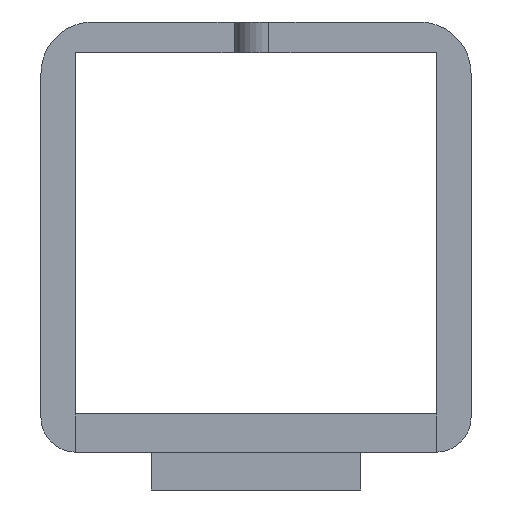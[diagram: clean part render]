
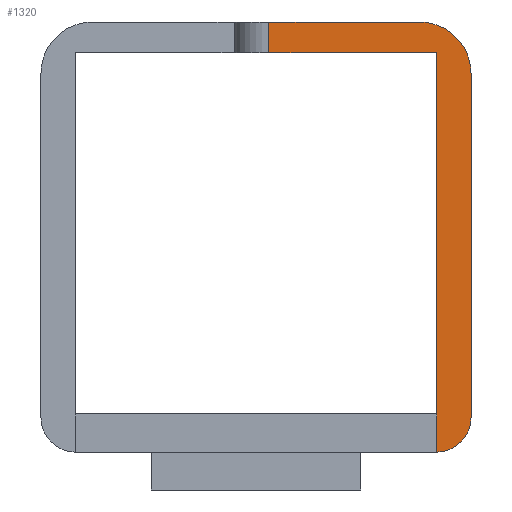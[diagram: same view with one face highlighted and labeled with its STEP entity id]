
A CAD part, left-side view. The second image highlights one B-rep face of the part: STEP entity #1320.
In plain terms, the highlighted planar face has unit normal (-1, 0, 0).
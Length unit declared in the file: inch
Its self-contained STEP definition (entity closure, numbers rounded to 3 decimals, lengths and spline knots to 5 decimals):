
#567=CIRCLE('',#19743,0.03937);
#568=CIRCLE('',#19744,0.05906);
#1320=ADVANCED_FACE('',(#3062),#2372,.T.);
#2372=PLANE('',#19745);
#3062=FACE_OUTER_BOUND('',#4154,.T.);
#4154=EDGE_LOOP('',(#5965,#5966,#5967,#5968,#5969,#5970,#5971,#5972));
#5965=ORIENTED_EDGE('',*,*,#13204,.F.);
#5966=ORIENTED_EDGE('',*,*,#13205,.T.);
#5967=ORIENTED_EDGE('',*,*,#13206,.F.);
#5968=ORIENTED_EDGE('',*,*,#13203,.F.);
#5969=ORIENTED_EDGE('',*,*,#13195,.F.);
#5970=ORIENTED_EDGE('',*,*,#13207,.T.);
#5971=ORIENTED_EDGE('',*,*,#13208,.T.);
#5972=ORIENTED_EDGE('',*,*,#13209,.T.);
#10971=VERTEX_POINT('',#27423);
#11137=VERTEX_POINT('',#27756);
#11257=VERTEX_POINT('',#28246);
#11259=VERTEX_POINT('',#28252);
#11260=VERTEX_POINT('',#28253);
#11261=VERTEX_POINT('',#28255);
#11262=VERTEX_POINT('',#28258);
#11263=VERTEX_POINT('',#28260);
#13195=EDGE_CURVE('',#10971,#11137,#15939,.T.);
#13203=EDGE_CURVE('',#11137,#11257,#15947,.T.);
#13204=EDGE_CURVE('',#11259,#11260,#15948,.T.);
#13205=EDGE_CURVE('',#11259,#11261,#15949,.T.);
#13206=EDGE_CURVE('',#11257,#11261,#15950,.T.);
#13207=EDGE_CURVE('',#10971,#11262,#567,.T.);
#13208=EDGE_CURVE('',#11262,#11263,#15951,.T.);
#13209=EDGE_CURVE('',#11263,#11260,#568,.T.);
#15939=LINE('',#28234,#18043);
#15947=LINE('',#28249,#18051);
#15948=LINE('',#28251,#18052);
#15949=LINE('',#28254,#18053);
#15950=LINE('',#28256,#18054);
#15951=LINE('',#28259,#18055);
#18043=VECTOR('',#22256,1.);
#18051=VECTOR('',#22274,1.);
#18052=VECTOR('',#22277,1.);
#18053=VECTOR('',#22278,1.);
#18054=VECTOR('',#22279,1.);
#18055=VECTOR('',#22282,1.);
#19743=AXIS2_PLACEMENT_3D('',#28257,#22280,#22281);
#19744=AXIS2_PLACEMENT_3D('',#28261,#22283,#22284);
#19745=AXIS2_PLACEMENT_3D('',#28262,#22285,#22286);
#22256=DIRECTION('',(0.,0.,1.));
#22274=DIRECTION('',(0.,0.,1.));
#22277=DIRECTION('',(0.,-1.,0.));
#22278=DIRECTION('',(0.,0.,-1.));
#22279=DIRECTION('',(0.,1.,0.));
#22280=DIRECTION('',(-1.,0.,0.));
#22281=DIRECTION('',(0.,0.,1.));
#22282=DIRECTION('',(0.,0.,1.));
#22283=DIRECTION('',(-1.,0.,0.));
#22284=DIRECTION('',(0.,0.,1.));
#22285=DIRECTION('',(-1.,0.,0.));
#22286=DIRECTION('',(0.,0.,1.));
#27423=CARTESIAN_POINT('',(0.02461,0.69094,0.));
#27756=CARTESIAN_POINT('',(0.02461,0.69094,0.04365));
#28234=CARTESIAN_POINT('',(0.02461,0.69094,0.));
#28246=CARTESIAN_POINT('',(0.02461,0.69094,0.45669));
#28249=CARTESIAN_POINT('',(0.02461,0.69094,0.));
#28251=CARTESIAN_POINT('',(0.02461,0.65157,0.49213));
#28252=CARTESIAN_POINT('',(0.02461,0.88287,0.49213));
#28253=CARTESIAN_POINT('',(0.02461,0.71063,0.49213));
#28254=CARTESIAN_POINT('',(0.02461,0.88287,0.));
#28255=CARTESIAN_POINT('',(0.02461,0.88287,0.45669));
#28256=CARTESIAN_POINT('',(0.02461,0.92224,0.45669));
#28257=CARTESIAN_POINT('',(0.02461,0.69094,0.03937));
#28258=CARTESIAN_POINT('',(0.02461,0.65157,0.03937));
#28259=CARTESIAN_POINT('',(0.02461,0.65157,0.));
#28260=CARTESIAN_POINT('',(0.02461,0.65157,0.43307));
#28261=CARTESIAN_POINT('',(0.02461,0.71063,0.43307));
#28262=CARTESIAN_POINT('',(0.02461,0.69094,0.));
